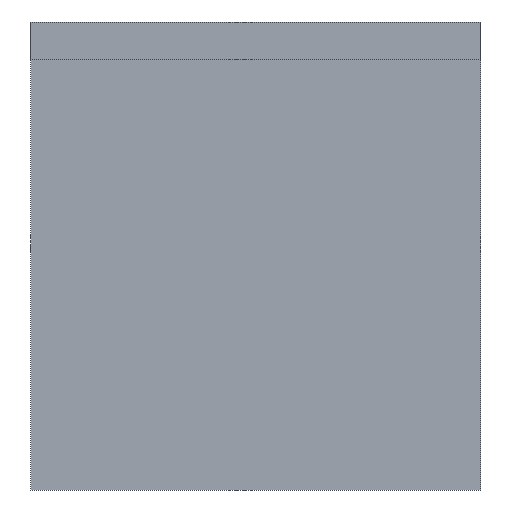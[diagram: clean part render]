
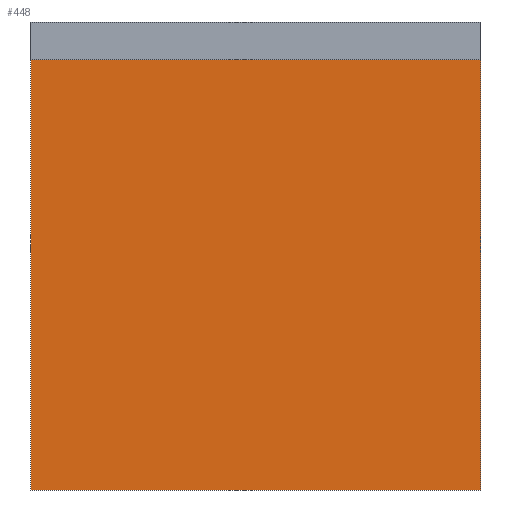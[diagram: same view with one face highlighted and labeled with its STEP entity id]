
A CAD part, front view. The second image highlights one B-rep face of the part: STEP entity #448.
In plain terms, the highlighted planar face has unit normal (0, -1, 0).
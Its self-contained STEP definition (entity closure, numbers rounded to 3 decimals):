
#241=CARTESIAN_POINT('Line Origine',(247.118,0.,-1.)) ;
#245=CARTESIAN_POINT('Vertex',(247.118,0.,23.)) ;
#247=CARTESIAN_POINT('Vertex',(247.118,0.,-25.)) ;
#328=CARTESIAN_POINT('Line Origine',(222.118,0.,-25.)) ;
#332=CARTESIAN_POINT('Vertex',(197.118,0.,-25.)) ;
#406=CARTESIAN_POINT('Line Origine',(197.118,0.,-1.)) ;
#410=CARTESIAN_POINT('Vertex',(197.118,0.,23.)) ;
#432=CARTESIAN_POINT('Axis2P3D Location',(0.,0.,0.)) ;
#437=CARTESIAN_POINT('Line Origine',(222.118,0.,23.)) ;
#243=VECTOR('Line Direction',#242,1.) ;
#330=VECTOR('Line Direction',#329,1.) ;
#408=VECTOR('Line Direction',#407,1.) ;
#439=VECTOR('Line Direction',#438,1.) ;
#242=DIRECTION('Vector Direction',(0.,0.,1.)) ;
#329=DIRECTION('Vector Direction',(1.,0.,0.)) ;
#407=DIRECTION('Vector Direction',(0.,0.,-1.)) ;
#433=DIRECTION('Axis2P3D Direction',(0.,1.,0.)) ;
#434=DIRECTION('Axis2P3D XDirection',(-1.,0.,0.)) ;
#438=DIRECTION('Vector Direction',(1.,0.,0.)) ;
#435=AXIS2_PLACEMENT_3D('Plane Axis2P3D',#432,#433,#434) ;
#244=LINE('Line',#241,#243) ;
#331=LINE('Line',#328,#330) ;
#409=LINE('Line',#406,#408) ;
#440=LINE('Line',#437,#439) ;
#436=PLANE('',#435) ;
#249=EDGE_CURVE('',#246,#248,#244,.F.) ;
#334=EDGE_CURVE('',#248,#333,#331,.F.) ;
#412=EDGE_CURVE('',#333,#411,#409,.F.) ;
#441=EDGE_CURVE('',#411,#246,#440,.T.) ;
#443=ORIENTED_EDGE('',*,*,#441,.F.) ;
#444=ORIENTED_EDGE('',*,*,#412,.F.) ;
#445=ORIENTED_EDGE('',*,*,#334,.F.) ;
#446=ORIENTED_EDGE('',*,*,#249,.F.) ;
#442=EDGE_LOOP('',(#443,#444,#445,#446)) ;
#246=VERTEX_POINT('',#245) ;
#248=VERTEX_POINT('',#247) ;
#333=VERTEX_POINT('',#332) ;
#411=VERTEX_POINT('',#410) ;
#448=ADVANCED_FACE('Body.3',(#447),#436,.F.) ;
#447=FACE_OUTER_BOUND('',#442,.T.) ;
